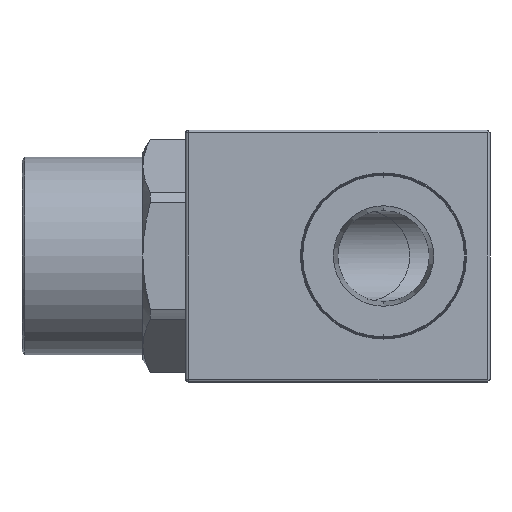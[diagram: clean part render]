
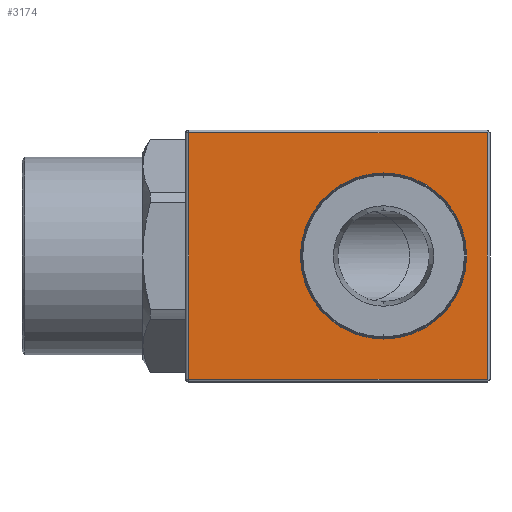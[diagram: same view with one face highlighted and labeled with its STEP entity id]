
A CAD part, front view. The second image highlights one B-rep face of the part: STEP entity #3174.
In plain terms, the highlighted planar face has unit normal (0, -1, 0).
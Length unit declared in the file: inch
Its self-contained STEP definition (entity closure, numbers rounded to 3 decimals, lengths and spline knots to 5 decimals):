
#2098 = PLANE ( 'NONE',  #2159 ) ;
#2099 = FACE_OUTER_BOUND ( 'NONE', #3179, .T. ) ;
#2100 = FACE_BOUND ( 'NONE', #3175, .T. ) ;
#2131 = DIRECTION ( 'NONE',  ( 0., 0., 1. ) ) ;
#2132 = VECTOR ( 'NONE', #2131, 39.37008 ) ;
#2133 = CARTESIAN_POINT ( 'NONE',  ( 0.7785, -0.455, -1.88139 ) ) ;
#2134 = LINE ( 'NONE', #2133, #2132 ) ;
#2135 = DIRECTION ( 'NONE',  ( 1., 0., 0. ) ) ;
#2136 = VECTOR ( 'NONE', #2135, 39.37008 ) ;
#2137 = CARTESIAN_POINT ( 'NONE',  ( 0.7885, -0.455, -0.445 ) ) ;
#2138 = LINE ( 'NONE', #2137, #2136 ) ;
#2139 = CARTESIAN_POINT ( 'NONE',  ( 0.7785, -0.455, -0.445 ) ) ;
#2140 = CARTESIAN_POINT ( 'NONE',  ( -0.2999, -0.455, -0.445 ) ) ;
#2141 = DIRECTION ( 'NONE',  ( 0., 0., -1. ) ) ;
#2142 = VECTOR ( 'NONE', #2141, 39.37008 ) ;
#2143 = CARTESIAN_POINT ( 'NONE',  ( -0.2999, -0.455, -0.455 ) ) ;
#2144 = LINE ( 'NONE', #2143, #2142 ) ;
#2145 = CARTESIAN_POINT ( 'NONE',  ( -0.2999, -0.455, 0.445 ) ) ;
#2146 = CARTESIAN_POINT ( 'NONE',  ( 0.7785, -0.455, 0.445 ) ) ;
#2147 = DIRECTION ( 'NONE',  ( -1., 0., 0. ) ) ;
#2148 = VECTOR ( 'NONE', #2147, 39.37008 ) ;
#2149 = CARTESIAN_POINT ( 'NONE',  ( -0.3099, -0.455, 0.445 ) ) ;
#2150 = LINE ( 'NONE', #2149, #2148 ) ;
#2151 = DIRECTION ( 'NONE',  ( 0., 0., -1. ) ) ;
#2152 = DIRECTION ( 'NONE',  ( 0., -1., 0. ) ) ;
#2153 = CARTESIAN_POINT ( 'NONE',  ( 0.40403, -0.455, 0. ) ) ;
#2154 = AXIS2_PLACEMENT_3D ( 'NONE', #2153, #2152, #2151 ) ;
#2155 = CIRCLE ( 'NONE', #2154, 0.3 ) ;
#2156 = DIRECTION ( 'NONE',  ( 1., 0., 0. ) ) ;
#2157 = DIRECTION ( 'NONE',  ( 0., -1., 0. ) ) ;
#2158 = CARTESIAN_POINT ( 'NONE',  ( 0.7885, -0.455, -1.88139 ) ) ;
#2159 = AXIS2_PLACEMENT_3D ( 'NONE', #2158, #2157, #2156 ) ;
#2664 = CARTESIAN_POINT ( 'NONE',  ( 0.40403, -0.455, -0.3 ) ) ;
#2674 = CARTESIAN_POINT ( 'NONE',  ( 0.40403, -0.455, 0.3 ) ) ;
#2764 = DIRECTION ( 'NONE',  ( 0., 0., -1. ) ) ;
#2765 = DIRECTION ( 'NONE',  ( 0., -1., 0. ) ) ;
#2766 = CARTESIAN_POINT ( 'NONE',  ( 0.40403, -0.455, 0. ) ) ;
#2767 = AXIS2_PLACEMENT_3D ( 'NONE', #2766, #2765, #2764 ) ;
#2768 = CIRCLE ( 'NONE', #2767, 0.3 ) ;
#3174 = ADVANCED_FACE ( 'NONE', ( #2100, #2099 ), #2098, .T. ) ;
#3175 = EDGE_LOOP ( 'NONE', ( #3176, #3178 ) ) ;
#3176 = ORIENTED_EDGE ( 'NONE', *, *, #3177, .F. ) ;
#3177 = EDGE_CURVE ( 'NONE', #3453, #3457, #2155, .T. ) ;
#3178 = ORIENTED_EDGE ( 'NONE', *, *, #3510, .F. ) ;
#3179 = EDGE_LOOP ( 'NONE', ( #3180, #3184, #3188, #3190 ) ) ;
#3180 = ORIENTED_EDGE ( 'NONE', *, *, #3181, .T. ) ;
#3181 = EDGE_CURVE ( 'NONE', #3182, #3183, #2150, .T. ) ;
#3182 = VERTEX_POINT ( 'NONE', #2146 ) ;
#3183 = VERTEX_POINT ( 'NONE', #2145 ) ;
#3184 = ORIENTED_EDGE ( 'NONE', *, *, #3185, .T. ) ;
#3185 = EDGE_CURVE ( 'NONE', #3183, #3186, #2144, .T. ) ;
#3186 = VERTEX_POINT ( 'NONE', #2140 ) ;
#3187 = VERTEX_POINT ( 'NONE', #2139 ) ;
#3188 = ORIENTED_EDGE ( 'NONE', *, *, #3189, .T. ) ;
#3189 = EDGE_CURVE ( 'NONE', #3186, #3187, #2138, .T. ) ;
#3190 = ORIENTED_EDGE ( 'NONE', *, *, #3191, .T. ) ;
#3191 = EDGE_CURVE ( 'NONE', #3187, #3182, #2134, .T. ) ;
#3453 = VERTEX_POINT ( 'NONE', #2674 ) ;
#3457 = VERTEX_POINT ( 'NONE', #2664 ) ;
#3510 = EDGE_CURVE ( 'NONE', #3457, #3453, #2768, .T. ) ;
